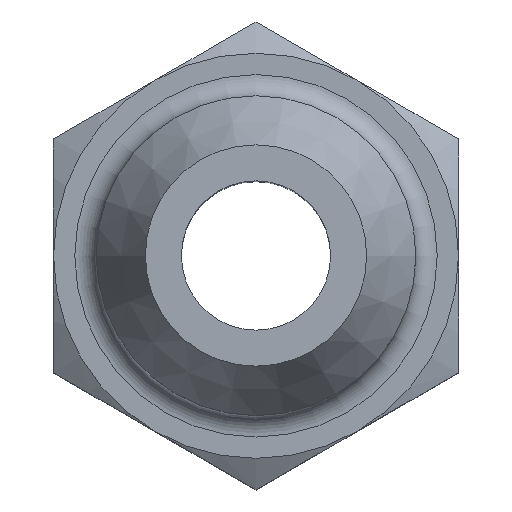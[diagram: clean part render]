
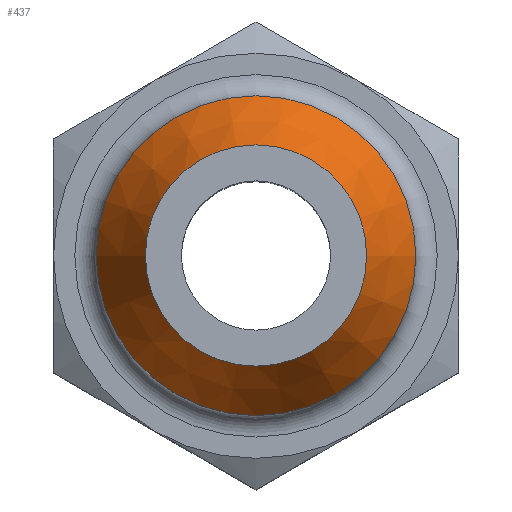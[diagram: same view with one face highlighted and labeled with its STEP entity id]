
A CAD part, top view. The second image highlights one B-rep face of the part: STEP entity #437.
In plain terms, the highlighted conical face has half-angle 30 degrees and reference radius 7.5 mm.
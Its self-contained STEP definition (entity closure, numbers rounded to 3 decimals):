
#60=CIRCLE('',#495,5.191);
#61=CIRCLE('',#496,7.5);
#107=ORIENTED_EDGE('',*,*,#221,.T.);
#108=ORIENTED_EDGE('',*,*,#222,.F.);
#221=EDGE_CURVE('',#270,#270,#60,.T.);
#222=EDGE_CURVE('',#271,#271,#61,.T.);
#270=VERTEX_POINT('',#790);
#271=VERTEX_POINT('',#792);
#321=EDGE_LOOP('',(#107));
#322=EDGE_LOOP('',(#108));
#371=FACE_BOUND('',#321,.T.);
#372=FACE_BOUND('',#322,.T.);
#421=CONICAL_SURFACE('',#494,7.5,0.524);
#437=ADVANCED_FACE('',(#371,#372),#421,.T.);
#494=AXIS2_PLACEMENT_3D('',#788,#577,#578);
#495=AXIS2_PLACEMENT_3D('',#789,#579,#580);
#496=AXIS2_PLACEMENT_3D('',#791,#581,#582);
#577=DIRECTION('',(0.,0.,-1.));
#578=DIRECTION('',(-1.,0.,0.));
#579=DIRECTION('',(0.,0.,-1.));
#580=DIRECTION('',(-1.,0.,0.));
#581=DIRECTION('',(0.,0.,-1.));
#582=DIRECTION('',(-1.,0.,0.));
#788=CARTESIAN_POINT('',(0.,0.,-4.));
#789=CARTESIAN_POINT('',(0.,0.,0.));
#790=CARTESIAN_POINT('',(-5.191,0.,0.));
#791=CARTESIAN_POINT('',(0.,0.,-4.));
#792=CARTESIAN_POINT('',(-7.5,0.,-4.));
